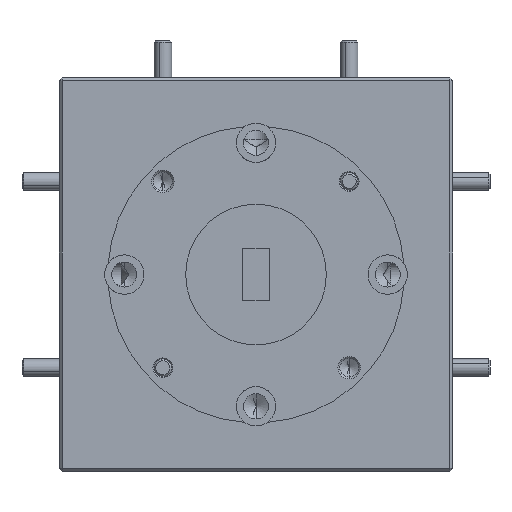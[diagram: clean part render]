
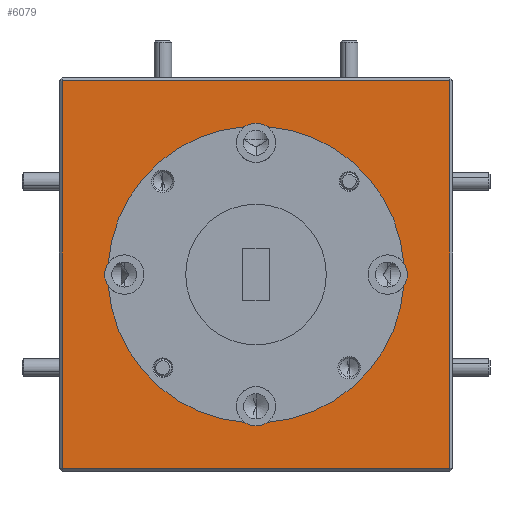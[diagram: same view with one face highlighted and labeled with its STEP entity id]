
A CAD part, front view. The second image highlights one B-rep face of the part: STEP entity #6079.
In plain terms, the highlighted planar face has unit normal (0, -1, 0).
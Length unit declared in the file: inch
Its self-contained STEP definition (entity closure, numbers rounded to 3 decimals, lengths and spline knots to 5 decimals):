
#86 = EDGE_CURVE ( 'NONE', #15631, #39498, #13129, .T. ) ;
#321 = CIRCLE ( 'NONE', #38550, 0.5275 ) ;
#807 = VECTOR ( 'NONE', #24144, 39.37008 ) ;
#1102 = CARTESIAN_POINT ( 'NONE',  ( -0.04034, 0., 0.52595 ) ) ;
#1174 = ORIENTED_EDGE ( 'NONE', *, *, #8183, .F. ) ;
#1796 = ORIENTED_EDGE ( 'NONE', *, *, #3694, .F. ) ;
#2021 = EDGE_CURVE ( 'NONE', #32058, #37659, #321, .T. ) ;
#2226 = CIRCLE ( 'NONE', #27727, 0.07 ) ;
#2796 = CARTESIAN_POINT ( 'NONE',  ( 0., 0., -0.46875 ) ) ;
#2841 = CARTESIAN_POINT ( 'NONE',  ( -0.52595, 0., 0.04034 ) ) ;
#2905 = ORIENTED_EDGE ( 'NONE', *, *, #14110, .F. ) ;
#3293 = CARTESIAN_POINT ( 'NONE',  ( -0.69, 0., 0.69 ) ) ;
#3578 = CARTESIAN_POINT ( 'NONE',  ( 0., 0., 0.69 ) ) ;
#3694 = EDGE_CURVE ( 'NONE', #23514, #15631, #37874, .T. ) ;
#4361 = AXIS2_PLACEMENT_3D ( 'NONE', #38925, #25435, #32520 ) ;
#5035 = EDGE_CURVE ( 'NONE', #20342, #24438, #2226, .T. ) ;
#5438 = EDGE_LOOP ( 'NONE', ( #32876, #1796, #39975, #27307, #34773, #1174, #2905, #21187, #16198, #40179 ) ) ;
#5845 = CIRCLE ( 'NONE', #26383, 0.5275 ) ;
#5856 = CARTESIAN_POINT ( 'NONE',  ( 0., 0., -0.46875 ) ) ;
#6079 = ADVANCED_FACE ( 'NONE', ( #7039, #30766 ), #31425, .F. ) ;
#6170 = EDGE_CURVE ( 'NONE', #37659, #23514, #30591, .T. ) ;
#6843 = LINE ( 'NONE', #19949, #807 ) ;
#6925 = DIRECTION ( 'NONE',  ( -1., 0., 0. ) ) ;
#6988 = AXIS2_PLACEMENT_3D ( 'NONE', #16756, #21789, #42792 ) ;
#7039 = FACE_OUTER_BOUND ( 'NONE', #26007, .T. ) ;
#7194 = AXIS2_PLACEMENT_3D ( 'NONE', #24056, #40868, #37771 ) ;
#7227 = AXIS2_PLACEMENT_3D ( 'NONE', #34314, #10592, #13928 ) ;
#7990 = DIRECTION ( 'NONE',  ( 0., -1., 0. ) ) ;
#8183 = EDGE_CURVE ( 'NONE', #37991, #10158, #5845, .T. ) ;
#8192 = AXIS2_PLACEMENT_3D ( 'NONE', #43768, #13427, #26943 ) ;
#8333 = EDGE_CURVE ( 'NONE', #17764, #12956, #6843, .T. ) ;
#8963 = LINE ( 'NONE', #22927, #39775 ) ;
#9052 = CIRCLE ( 'NONE', #12549, 0.07 ) ;
#9191 = EDGE_CURVE ( 'NONE', #22653, #20342, #15740, .T. ) ;
#9394 = EDGE_CURVE ( 'NONE', #12956, #28724, #8963, .T. ) ;
#9633 = DIRECTION ( 'NONE',  ( 0., -1., 0. ) ) ;
#9637 = EDGE_CURVE ( 'NONE', #14228, #17764, #37297, .T. ) ;
#10144 = DIRECTION ( 'NONE',  ( 0., -1., 0. ) ) ;
#10158 = VERTEX_POINT ( 'NONE', #38548 ) ;
#10592 = DIRECTION ( 'NONE',  ( 0., 1., 0. ) ) ;
#11298 = CIRCLE ( 'NONE', #28286, 0.07 ) ;
#12124 = DIRECTION ( 'NONE',  ( 0., 0., -1. ) ) ;
#12447 = CARTESIAN_POINT ( 'NONE',  ( 0., 0., -0.53875 ) ) ;
#12528 = DIRECTION ( 'NONE',  ( 0., 0., -1. ) ) ;
#12549 = AXIS2_PLACEMENT_3D ( 'NONE', #2796, #10144, #23238 ) ;
#12956 = VERTEX_POINT ( 'NONE', #38747 ) ;
#13129 = CIRCLE ( 'NONE', #22374, 0.5275 ) ;
#13427 = DIRECTION ( 'NONE',  ( 0., -1., 0. ) ) ;
#13928 = DIRECTION ( 'NONE',  ( 0., 0., 1. ) ) ;
#14110 = EDGE_CURVE ( 'NONE', #24438, #37991, #9052, .T. ) ;
#14228 = VERTEX_POINT ( 'NONE', #19479 ) ;
#15078 = DIRECTION ( 'NONE',  ( 0., -1., 0. ) ) ;
#15374 = EDGE_CURVE ( 'NONE', #28724, #14228, #26395, .T. ) ;
#15631 = VERTEX_POINT ( 'NONE', #1102 ) ;
#15740 = CIRCLE ( 'NONE', #7194, 0.5275 ) ;
#16198 = ORIENTED_EDGE ( 'NONE', *, *, #9191, .F. ) ;
#16549 = ORIENTED_EDGE ( 'NONE', *, *, #9637, .T. ) ;
#16756 = CARTESIAN_POINT ( 'NONE',  ( 0.46875, 0., 0. ) ) ;
#17176 = ORIENTED_EDGE ( 'NONE', *, *, #15374, .T. ) ;
#17764 = VERTEX_POINT ( 'NONE', #3293 ) ;
#19102 = CARTESIAN_POINT ( 'NONE',  ( 0.69, 0., 0. ) ) ;
#19479 = CARTESIAN_POINT ( 'NONE',  ( 0.69, 0., 0.69 ) ) ;
#19753 = EDGE_CURVE ( 'NONE', #10158, #32058, #28249, .T. ) ;
#19949 = CARTESIAN_POINT ( 'NONE',  ( -0.69, 0., 0. ) ) ;
#20342 = VERTEX_POINT ( 'NONE', #20808 ) ;
#20514 = EDGE_CURVE ( 'NONE', #39498, #22653, #11298, .T. ) ;
#20795 = CARTESIAN_POINT ( 'NONE',  ( 0.69, 0., -0.69 ) ) ;
#20808 = CARTESIAN_POINT ( 'NONE',  ( -0.04034, 0., -0.52595 ) ) ;
#21187 = ORIENTED_EDGE ( 'NONE', *, *, #5035, .F. ) ;
#21538 = DIRECTION ( 'NONE',  ( 0., 0., -1. ) ) ;
#21789 = DIRECTION ( 'NONE',  ( 0., -1., 0. ) ) ;
#22285 = VECTOR ( 'NONE', #6925, 39.37008 ) ;
#22374 = AXIS2_PLACEMENT_3D ( 'NONE', #26264, #32930, #12528 ) ;
#22612 = ORIENTED_EDGE ( 'NONE', *, *, #9394, .T. ) ;
#22653 = VERTEX_POINT ( 'NONE', #39137 ) ;
#22927 = CARTESIAN_POINT ( 'NONE',  ( 0., 0., -0.69 ) ) ;
#23238 = DIRECTION ( 'NONE',  ( 0., 0., -1. ) ) ;
#23514 = VERTEX_POINT ( 'NONE', #23528 ) ;
#23528 = CARTESIAN_POINT ( 'NONE',  ( 0., 0., 0.53875 ) ) ;
#24056 = CARTESIAN_POINT ( 'NONE',  ( 0., 0., 0. ) ) ;
#24144 = DIRECTION ( 'NONE',  ( 0., 0., -1. ) ) ;
#24438 = VERTEX_POINT ( 'NONE', #12447 ) ;
#25066 = CARTESIAN_POINT ( 'NONE',  ( 0., 0., 0. ) ) ;
#25435 = DIRECTION ( 'NONE',  ( 0., -1., 0. ) ) ;
#25580 = VECTOR ( 'NONE', #42574, 39.37008 ) ;
#26007 = EDGE_LOOP ( 'NONE', ( #17176, #16549, #39480, #22612 ) ) ;
#26248 = DIRECTION ( 'NONE',  ( 0., 0., -1. ) ) ;
#26264 = CARTESIAN_POINT ( 'NONE',  ( 0., 0., 0. ) ) ;
#26383 = AXIS2_PLACEMENT_3D ( 'NONE', #25066, #7990, #21538 ) ;
#26395 = LINE ( 'NONE', #19102, #25580 ) ;
#26943 = DIRECTION ( 'NONE',  ( 0., 0., -1. ) ) ;
#27307 = ORIENTED_EDGE ( 'NONE', *, *, #2021, .F. ) ;
#27727 = AXIS2_PLACEMENT_3D ( 'NONE', #5856, #9633, #26248 ) ;
#28249 = CIRCLE ( 'NONE', #6988, 0.07 ) ;
#28286 = AXIS2_PLACEMENT_3D ( 'NONE', #35204, #42470, #12124 ) ;
#28724 = VERTEX_POINT ( 'NONE', #20795 ) ;
#30591 = CIRCLE ( 'NONE', #4361, 0.07 ) ;
#30766 = FACE_BOUND ( 'NONE', #5438, .T. ) ;
#31425 = PLANE ( 'NONE',  #7227 ) ;
#32058 = VERTEX_POINT ( 'NONE', #41871 ) ;
#32520 = DIRECTION ( 'NONE',  ( 0., 0., -1. ) ) ;
#32876 = ORIENTED_EDGE ( 'NONE', *, *, #86, .F. ) ;
#32930 = DIRECTION ( 'NONE',  ( 0., -1., 0. ) ) ;
#34314 = CARTESIAN_POINT ( 'NONE',  ( 0., 0., 0. ) ) ;
#34773 = ORIENTED_EDGE ( 'NONE', *, *, #19753, .F. ) ;
#35204 = CARTESIAN_POINT ( 'NONE',  ( -0.46875, 0., 0. ) ) ;
#35890 = CARTESIAN_POINT ( 'NONE',  ( 0., 0., 0. ) ) ;
#36358 = CARTESIAN_POINT ( 'NONE',  ( 0.04034, 0., -0.52595 ) ) ;
#37297 = LINE ( 'NONE', #3578, #22285 ) ;
#37659 = VERTEX_POINT ( 'NONE', #41006 ) ;
#37771 = DIRECTION ( 'NONE',  ( 0., 0., -1. ) ) ;
#37874 = CIRCLE ( 'NONE', #8192, 0.07 ) ;
#37991 = VERTEX_POINT ( 'NONE', #36358 ) ;
#38548 = CARTESIAN_POINT ( 'NONE',  ( 0.52595, 0., -0.04034 ) ) ;
#38550 = AXIS2_PLACEMENT_3D ( 'NONE', #35890, #15078, #42945 ) ;
#38747 = CARTESIAN_POINT ( 'NONE',  ( -0.69, 0., -0.69 ) ) ;
#38925 = CARTESIAN_POINT ( 'NONE',  ( 0., 0., 0.46875 ) ) ;
#39137 = CARTESIAN_POINT ( 'NONE',  ( -0.52595, 0., -0.04034 ) ) ;
#39480 = ORIENTED_EDGE ( 'NONE', *, *, #8333, .T. ) ;
#39498 = VERTEX_POINT ( 'NONE', #2841 ) ;
#39775 = VECTOR ( 'NONE', #43272, 39.37008 ) ;
#39975 = ORIENTED_EDGE ( 'NONE', *, *, #6170, .F. ) ;
#40179 = ORIENTED_EDGE ( 'NONE', *, *, #20514, .F. ) ;
#40868 = DIRECTION ( 'NONE',  ( 0., -1., 0. ) ) ;
#41006 = CARTESIAN_POINT ( 'NONE',  ( 0.04034, 0., 0.52595 ) ) ;
#41871 = CARTESIAN_POINT ( 'NONE',  ( 0.52595, 0., 0.04034 ) ) ;
#42470 = DIRECTION ( 'NONE',  ( 0., -1., 0. ) ) ;
#42574 = DIRECTION ( 'NONE',  ( 0., 0., 1. ) ) ;
#42792 = DIRECTION ( 'NONE',  ( 0., 0., -1. ) ) ;
#42945 = DIRECTION ( 'NONE',  ( 0., 0., -1. ) ) ;
#43272 = DIRECTION ( 'NONE',  ( 1., 0., 0. ) ) ;
#43768 = CARTESIAN_POINT ( 'NONE',  ( 0., 0., 0.46875 ) ) ;
